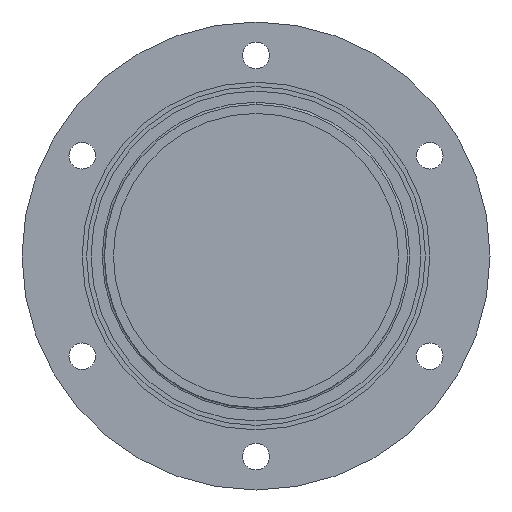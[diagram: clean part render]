
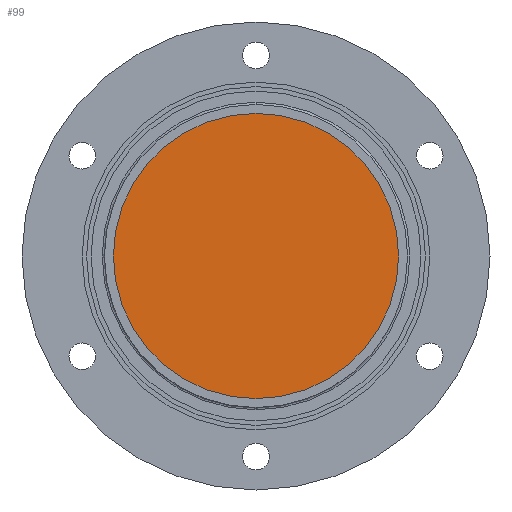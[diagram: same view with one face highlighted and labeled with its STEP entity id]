
A CAD part, front view. The second image highlights one B-rep face of the part: STEP entity #99.
In plain terms, the highlighted planar face has unit normal (0, -1, 0).
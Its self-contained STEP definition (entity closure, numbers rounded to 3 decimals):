
#48 = AXIS2_PLACEMENT_3D ( 'NONE', #957, #1315, #108 ) ;
#99 = ADVANCED_FACE ( 'NONE', ( #1162 ), #109, .F. ) ;
#108 = DIRECTION ( 'NONE',  ( -1., 0., 0. ) ) ;
#109 = PLANE ( 'NONE',  #1048 ) ;
#300 = DIRECTION ( 'NONE',  ( -1., 0., 0. ) ) ;
#659 = CIRCLE ( 'NONE', #48, 32. ) ;
#679 = CARTESIAN_POINT ( 'NONE',  ( -32., -15., 0. ) ) ;
#721 = CARTESIAN_POINT ( 'NONE',  ( 0., -15., 0. ) ) ;
#758 = CIRCLE ( 'NONE', #1721, 32. ) ;
#765 = EDGE_LOOP ( 'NONE', ( #2430, #1776 ) ) ;
#773 = EDGE_CURVE ( 'NONE', #978, #2498, #758, .T. ) ;
#949 = CARTESIAN_POINT ( 'NONE',  ( 0., -15., 0. ) ) ;
#957 = CARTESIAN_POINT ( 'NONE',  ( 0., -15., 0. ) ) ;
#978 = VERTEX_POINT ( 'NONE', #1899 ) ;
#1048 = AXIS2_PLACEMENT_3D ( 'NONE', #949, #1582, #1997 ) ;
#1162 = FACE_OUTER_BOUND ( 'NONE', #765, .T. ) ;
#1315 = DIRECTION ( 'NONE',  ( 0., 1., 0. ) ) ;
#1550 = DIRECTION ( 'NONE',  ( 0., 1., 0. ) ) ;
#1582 = DIRECTION ( 'NONE',  ( 0., 1., 0. ) ) ;
#1721 = AXIS2_PLACEMENT_3D ( 'NONE', #721, #1550, #300 ) ;
#1776 = ORIENTED_EDGE ( 'NONE', *, *, #773, .F. ) ;
#1800 = EDGE_CURVE ( 'NONE', #2498, #978, #659, .T. ) ;
#1899 = CARTESIAN_POINT ( 'NONE',  ( 32., -15., 0. ) ) ;
#1997 = DIRECTION ( 'NONE',  ( -1., 0., 0. ) ) ;
#2430 = ORIENTED_EDGE ( 'NONE', *, *, #1800, .F. ) ;
#2498 = VERTEX_POINT ( 'NONE', #679 ) ;
